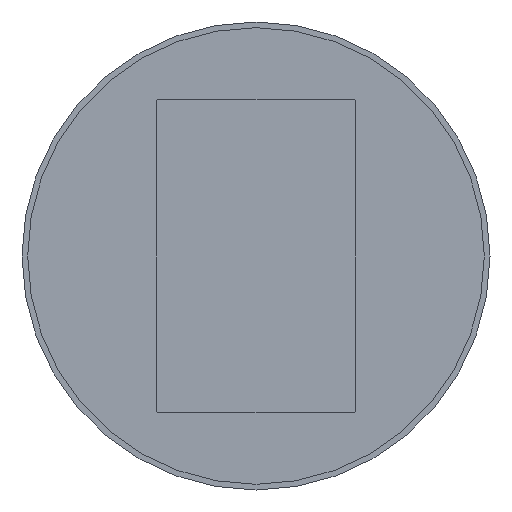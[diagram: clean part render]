
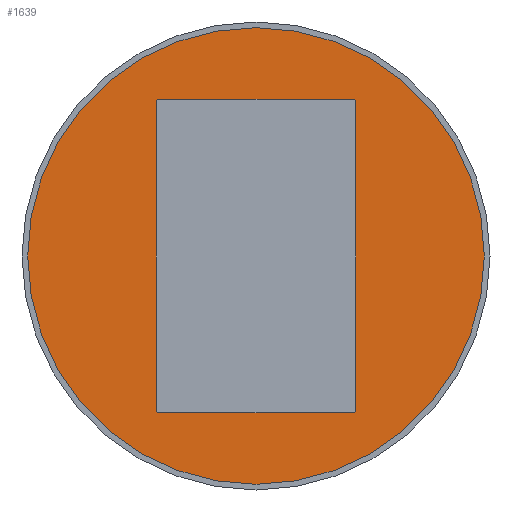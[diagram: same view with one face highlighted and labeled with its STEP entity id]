
A CAD part, left-side view. The second image highlights one B-rep face of the part: STEP entity #1639.
In plain terms, the highlighted face is planar.
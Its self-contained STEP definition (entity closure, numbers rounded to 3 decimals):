
#543 = FACE_OUTER_BOUND ( 'NONE', #878, .T. ) ;
#661 = DIRECTION ( 'NONE',  ( 1., 0., 0. ) ) ;
#761 = DIRECTION ( 'NONE',  ( 0., 0., 1. ) ) ;
#864 = AXIS2_PLACEMENT_3D ( 'NONE', #3411, #5598, #661 ) ;
#878 = EDGE_LOOP ( 'NONE', ( #6921, #6455 ) ) ;
#915 = VERTEX_POINT ( 'NONE', #6651 ) ;
#1075 = AXIS2_PLACEMENT_3D ( 'NONE', #5630, #3933, #3868 ) ;
#1097 = PLANE ( 'NONE',  #1075 ) ;
#1639 = ADVANCED_FACE ( 'NONE', ( #543 ), #1097, .F. ) ;
#1804 = DIRECTION ( 'NONE',  ( 1., 0., 0. ) ) ;
#2080 = VERTEX_POINT ( 'NONE', #2647 ) ;
#2647 = CARTESIAN_POINT ( 'NONE',  ( -40., 0., 0. ) ) ;
#2902 = CARTESIAN_POINT ( 'NONE',  ( 0., 0., 0. ) ) ;
#3411 = CARTESIAN_POINT ( 'NONE',  ( 0., 0., 0. ) ) ;
#3751 = AXIS2_PLACEMENT_3D ( 'NONE', #2902, #761, #1804 ) ;
#3868 = DIRECTION ( 'NONE',  ( 1., 0., 0. ) ) ;
#3933 = DIRECTION ( 'NONE',  ( 0., 0., 1. ) ) ;
#5598 = DIRECTION ( 'NONE',  ( 0., 0., 1. ) ) ;
#5602 = EDGE_CURVE ( 'NONE', #2080, #915, #6738, .T. ) ;
#5630 = CARTESIAN_POINT ( 'NONE',  ( 0., 0., 0. ) ) ;
#5978 = EDGE_CURVE ( 'NONE', #915, #2080, #6857, .T. ) ;
#6455 = ORIENTED_EDGE ( 'NONE', *, *, #5978, .F. ) ;
#6651 = CARTESIAN_POINT ( 'NONE',  ( 40., 0., 0. ) ) ;
#6738 = CIRCLE ( 'NONE', #864, 40. ) ;
#6857 = CIRCLE ( 'NONE', #3751, 40. ) ;
#6921 = ORIENTED_EDGE ( 'NONE', *, *, #5602, .F. ) ;
